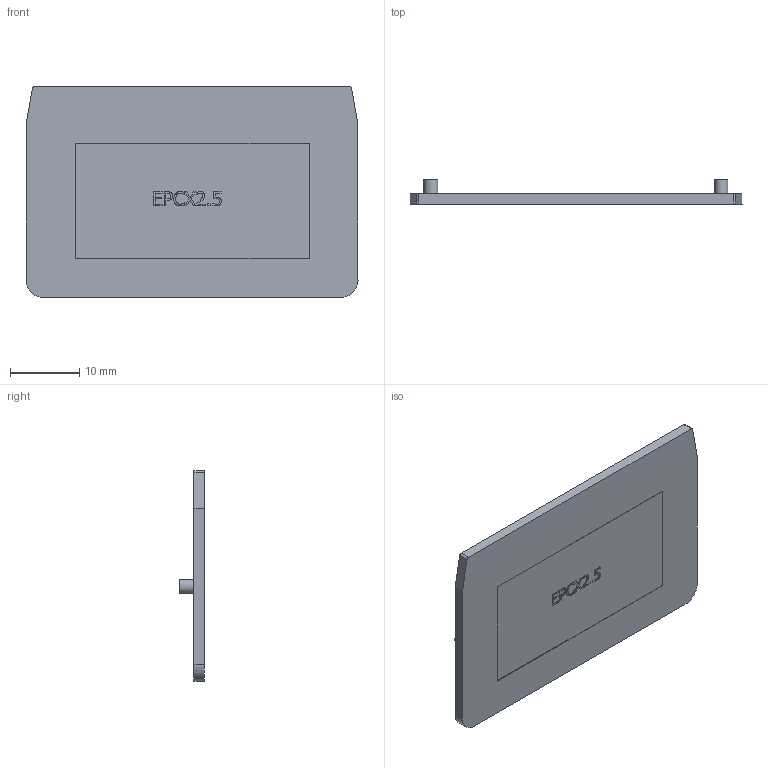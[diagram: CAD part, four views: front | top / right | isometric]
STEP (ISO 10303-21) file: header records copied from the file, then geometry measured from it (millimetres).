
FILE_DESCRIPTION(/* description */ (''),/* implementation_level */ '2;1');
FILE_NAME(/* name */ 'EPCX2_5.stp',/* time_stamp */ '2016-06-23T09:40:42-04:00',/* author */ ('CAD Station'),/* organization */ (''),/* preprocessor_version */ 'ST-DEVELOPER v16.1',/* originating_system */ 'Autodesk Inventor 2016',/* authorisation */ '');
FILE_SCHEMA (('AUTOMOTIVE_DESIGN { 1 0 10303 214 3 1 1 }'));
Length unit declared in the file: metre
Products named in the file (1): EPCX2.5
Bounding box: 48 x 3.56 x 30.5 mm (x, y, z)
Volume: 2016.8 mm3; surface area: 3231.7 mm2
Topology: 1 solids, 1 shells, 204 faces, 529 edges, 352 vertices
Faces by surface type: plane 142, bspline 48, cylinder 12, torus 2
Full cylindrical faces by diameter (mm): 1.5 x2, 1.88 x1, 2 x1
Entity records: 6623 total; most frequent: CARTESIAN_POINT 1704, ORIENTED_EDGE 1046, DIRECTION 767, EDGE_CURVE 523, LINE 401, VECTOR 401, VERTEX_POINT 352, EDGE_LOOP 235
